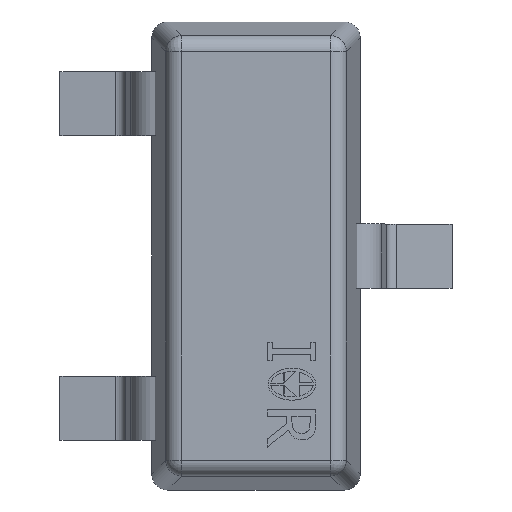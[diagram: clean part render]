
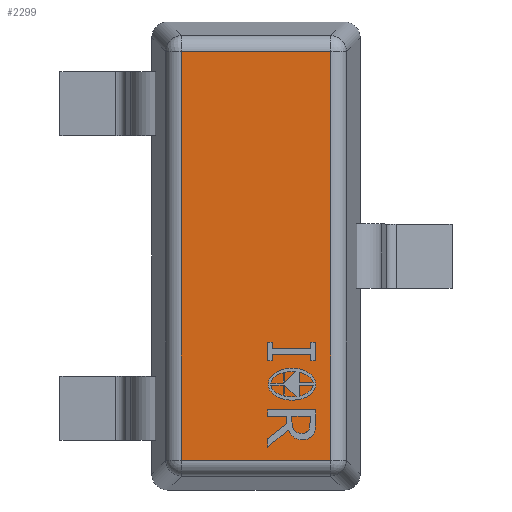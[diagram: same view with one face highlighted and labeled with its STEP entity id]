
A CAD part, top view. The second image highlights one B-rep face of the part: STEP entity #2299.
In plain terms, the highlighted planar face has unit normal (0, 0, 1).
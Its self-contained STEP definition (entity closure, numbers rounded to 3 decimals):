
#91=PLANE('',#2476);
#204=LINE('',#3321,#448);
#210=LINE('',#3358,#454);
#212=LINE('',#3361,#456);
#214=LINE('',#3364,#458);
#448=VECTOR('',#2683,2.55);
#454=VECTOR('',#2723,0.93);
#456=VECTOR('',#2727,2.55);
#458=VECTOR('',#2731,0.93);
#742=FACE_OUTER_BOUND('',#875,.T.);
#875=EDGE_LOOP('',(#1712,#1713,#1714,#1715));
#1053=VERTEX_POINT('',#3296);
#1057=VERTEX_POINT('',#3304);
#1064=VERTEX_POINT('',#3324);
#1071=VERTEX_POINT('',#3341);
#1285=EDGE_CURVE('',#1053,#1057,#204,.T.);
#1303=EDGE_CURVE('',#1057,#1071,#210,.T.);
#1305=EDGE_CURVE('',#1071,#1064,#212,.T.);
#1307=EDGE_CURVE('',#1064,#1053,#214,.T.);
#1712=ORIENTED_EDGE('',*,*,#1285,.F.);
#1713=ORIENTED_EDGE('',*,*,#1307,.F.);
#1714=ORIENTED_EDGE('',*,*,#1305,.F.);
#1715=ORIENTED_EDGE('',*,*,#1303,.F.);
#2299=ADVANCED_FACE('',(#742),#91,.T.);
#2476=AXIS2_PLACEMENT_3D('',#3402,#2780,#2781);
#2683=DIRECTION('',(1.,0.,0.));
#2723=DIRECTION('',(0.,-1.,0.));
#2727=DIRECTION('',(-1.,0.,0.));
#2731=DIRECTION('',(0.,1.,0.));
#2780=DIRECTION('center_axis',(0.,0.,1.));
#2781=DIRECTION('ref_axis',(1.,0.,0.));
#3296=CARTESIAN_POINT('',(-1.275,0.465,1.02));
#3304=CARTESIAN_POINT('',(1.275,0.465,1.02));
#3321=CARTESIAN_POINT('',(0.365,0.465,1.02));
#3324=CARTESIAN_POINT('',(-1.275,-0.465,1.02));
#3341=CARTESIAN_POINT('',(1.275,-0.465,1.02));
#3358=CARTESIAN_POINT('',(1.275,-0.163,1.02));
#3361=CARTESIAN_POINT('',(-0.365,-0.465,1.02));
#3364=CARTESIAN_POINT('',(-1.275,0.163,1.02));
#3402=CARTESIAN_POINT('Origin',(0.,0.,
1.02));
